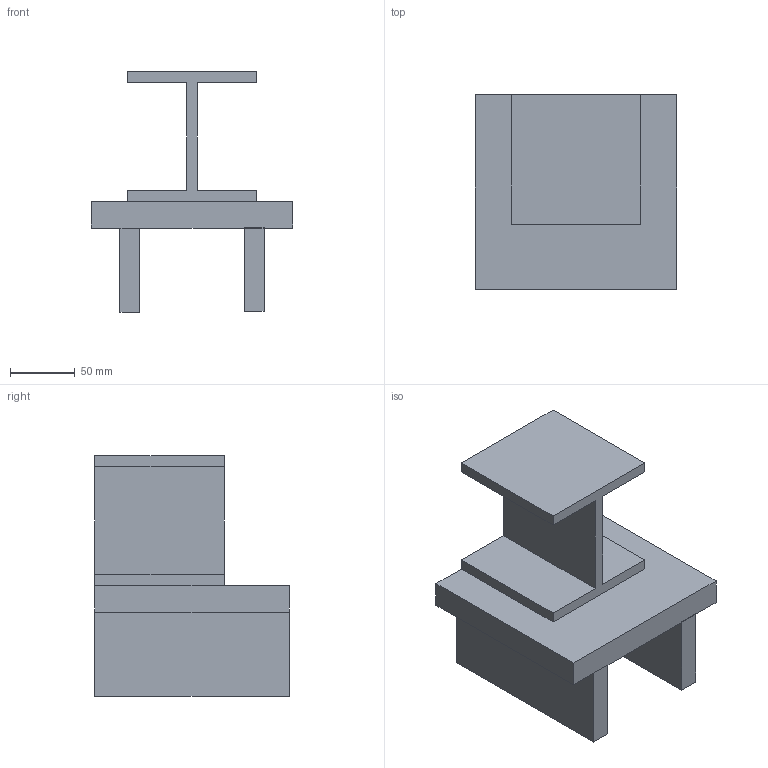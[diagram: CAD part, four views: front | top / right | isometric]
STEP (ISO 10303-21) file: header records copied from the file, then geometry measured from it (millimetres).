
FILE_DESCRIPTION(('FreeCAD Model'),'2;1');
FILE_NAME('neshiman.step', '2020-08-29T18:17:50',('Author'),(''), 'Open CASCADE STEP processor 7.3','FreeCAD','Unknown');
FILE_SCHEMA(('AUTOMOTIVE_DESIGN { 1 0 10303 214 1 1 1 1 }'));
Length unit declared in the file: millimetre
Products named in the file (1): neshiman
Bounding box: 155.13 x 150 x 185.53 mm (x, y, z)
Volume: 1012092.9 mm3; surface area: 164852.6 mm2
Topology: 2 solids, 2 shells, 34 faces, 410 edges, 1692 vertices
Faces by surface type: plane 34
Entity records: 7610 total; most frequent: CARTESIAN_POINT 2301, DIRECTION 644, LINE 574, VECTOR 574, GEOMETRIC_CURVE_SET 329, TRIMMED_CURVE 328, STYLED_ITEM 218, PRESENTATION_STYLE_ASSIGNMENT 218
